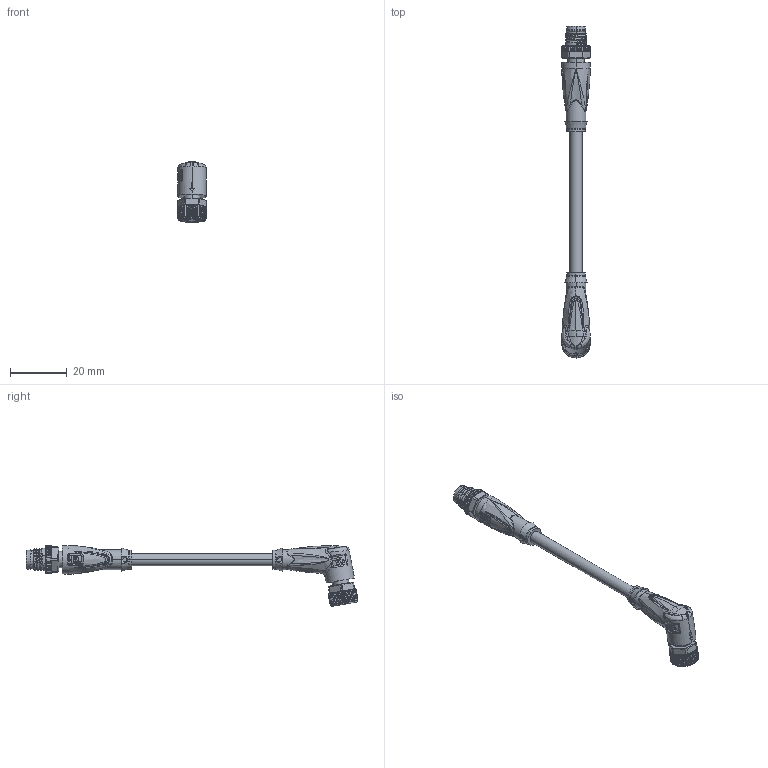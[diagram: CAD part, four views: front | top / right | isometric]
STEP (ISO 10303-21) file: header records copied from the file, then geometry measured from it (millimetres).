
FILE_DESCRIPTION(('STEP AP214'),'1');
FILE_NAME('cctmp_40719F01-F29A-4A04-B9E2-9D2669C2A001_2022_04_27_10_41_09_0812..stp','2022-04-27T08:41:20',('KiM GmbH'),('CADClick - www.CADClick.com'),'Spatial InterOp 3D postprocessed',' ','unknown authorization');
FILE_SCHEMA(('AUTOMOTIVE_DESIGN'));
Length unit declared in the file: millimetre
Products named in the file (9): Connection2; Connection2_2; Connection2_1; T196445_1; Cable; Connection1; Connection1_2; Connection1_1; T196445
Assembly tree (8 placements, depth 4):
  T196445
    T196445_1
      Connection2
        Connection2_2
        Connection2_1
      Cable
      Connection1
        Connection1_2
        Connection1_1
Bounding box: 10 x 117.38 x 21.57 mm (x, y, z)
Volume: 5105.4 mm3; surface area: 4903.6 mm2
Topology: 8 solids, 10 shells, 1668 faces, 4421 edges, 2805 vertices
Faces by surface type: plane 800, bspline 258, torus 216, cylinder 203, cone 157, extrusion 28, sphere 6
Entity records: 124930 total; most frequent: CARTESIAN_POINT 73980, ORIENTED_EDGE 8814, DIRECTION 7136, EDGE_CURVE 4411, STYLED_ITEM 3374, PRESENTATION_STYLE_ASSIGNMENT 3374, VERTEX_POINT 2805, AXIS2_PLACEMENT_3D 2437
